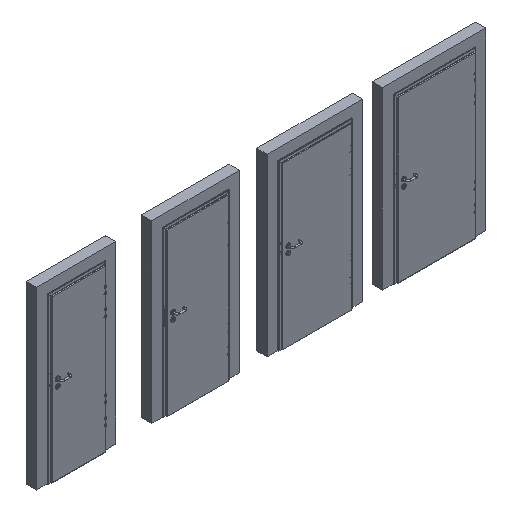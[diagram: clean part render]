
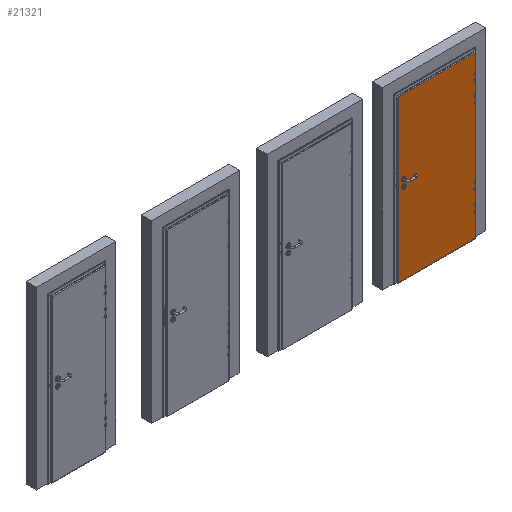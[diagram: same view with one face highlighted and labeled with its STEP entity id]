
A CAD part, isometric view. The second image highlights one B-rep face of the part: STEP entity #21321.
In plain terms, the highlighted planar face has unit normal (0, -1, 0).
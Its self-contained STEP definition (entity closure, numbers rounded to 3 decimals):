
#7733=FACE_BOUND('',#41993,.T.);
#7734=FACE_BOUND('',#41994,.T.);
#7735=FACE_BOUND('',#41995,.T.);
#11472=CIRCLE('',#149368,27.);
#11473=CIRCLE('',#149369,27.);
#21321=ADVANCED_FACE('',(#7733,#7734,#7735),#26517,.T.);
#26517=PLANE('',#149370);
#41993=EDGE_LOOP('',(#75389));
#41994=EDGE_LOOP('',(#75390));
#41995=EDGE_LOOP('',(#75391,#75392,#75393,#75394));
#75389=ORIENTED_EDGE('',*,*,#109974,.F.);
#75390=ORIENTED_EDGE('',*,*,#109975,.T.);
#75391=ORIENTED_EDGE('',*,*,#109973,.F.);
#75392=ORIENTED_EDGE('',*,*,#109876,.F.);
#75393=ORIENTED_EDGE('',*,*,#109953,.T.);
#75394=ORIENTED_EDGE('',*,*,#109959,.F.);
#91963=VERTEX_POINT('',#235382);
#91964=VERTEX_POINT('',#235384);
#92017=VERTEX_POINT('',#235538);
#92021=VERTEX_POINT('',#235548);
#92029=VERTEX_POINT('',#235586);
#92030=VERTEX_POINT('',#235588);
#109876=EDGE_CURVE('',#91963,#91964,#123993,.T.);
#109953=EDGE_CURVE('',#91963,#92017,#124058,.T.);
#109959=EDGE_CURVE('',#92021,#92017,#124064,.T.);
#109973=EDGE_CURVE('',#91964,#92021,#124073,.T.);
#109974=EDGE_CURVE('',#92029,#92029,#11472,.T.);
#109975=EDGE_CURVE('',#92030,#92030,#11473,.T.);
#123993=LINE('',#235383,#137143);
#124058=LINE('',#235537,#137208);
#124064=LINE('',#235549,#137214);
#124073=LINE('',#235583,#137223);
#137143=VECTOR('',#182822,1.);
#137208=VECTOR('',#182959,1.);
#137214=VECTOR('',#182967,1.);
#137223=VECTOR('',#183012,1.);
#149368=AXIS2_PLACEMENT_3D('',#235585,#183015,#183016);
#149369=AXIS2_PLACEMENT_3D('',#235587,#183017,#183018);
#149370=AXIS2_PLACEMENT_3D('',#235589,#183019,#183020);
#182822=DIRECTION('',(0.,0.,-1.));
#182959=DIRECTION('',(-1.,0.,0.));
#182967=DIRECTION('',(0.,0.,1.));
#183012=DIRECTION('',(-1.,0.,0.));
#183015=DIRECTION('',(0.,-1.,0.));
#183016=DIRECTION('',(1.,0.,0.));
#183017=DIRECTION('',(0.,1.,0.));
#183018=DIRECTION('',(1.,0.,0.));
#183019=DIRECTION('',(0.,-1.,0.));
#183020=DIRECTION('',(0.,0.,-1.));
#235382=CARTESIAN_POINT('',(4984.,-60.6,2030.));
#235383=CARTESIAN_POINT('',(4984.,-60.6,-15.));
#235384=CARTESIAN_POINT('',(4984.,-60.6,2.));
#235537=CARTESIAN_POINT('',(4141.,-60.6,2030.));
#235538=CARTESIAN_POINT('',(4016.,-60.6,2030.));
#235548=CARTESIAN_POINT('',(4016.,-60.6,2.));
#235549=CARTESIAN_POINT('',(4016.,-60.6,-15.));
#235583=CARTESIAN_POINT('',(4141.,-60.6,2.));
#235585=CARTESIAN_POINT('',(4084.,-60.6,1104.));
#235586=CARTESIAN_POINT('',(4111.,-60.6,1104.));
#235587=CARTESIAN_POINT('',(4084.,-60.6,1024.));
#235588=CARTESIAN_POINT('',(4111.,-60.6,1024.));
#235589=CARTESIAN_POINT('',(4500.,-60.6,0.));
